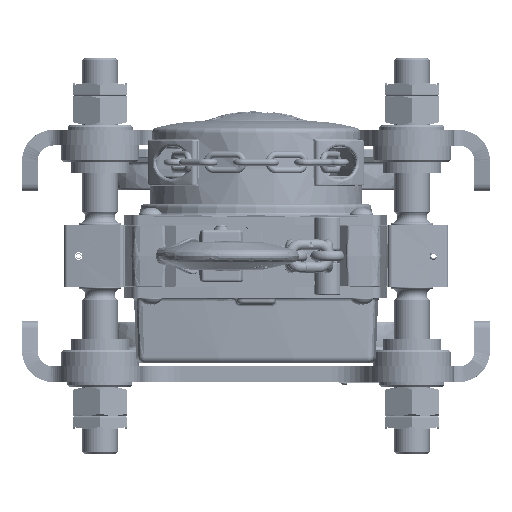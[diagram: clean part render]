
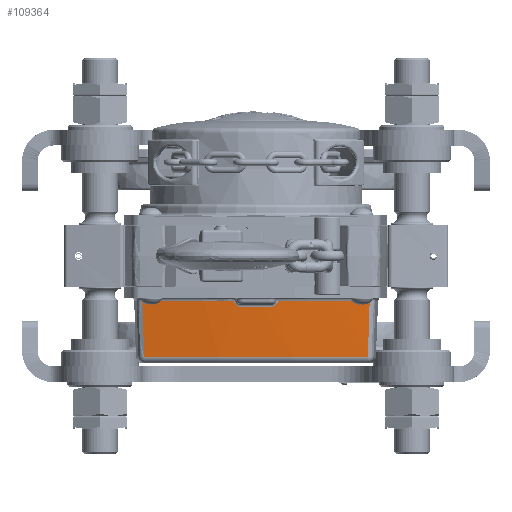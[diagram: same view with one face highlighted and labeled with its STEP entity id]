
A CAD part, front view. The second image highlights one B-rep face of the part: STEP entity #109364.
In plain terms, the highlighted conical face has half-angle 2 degrees and reference radius 718 mm.
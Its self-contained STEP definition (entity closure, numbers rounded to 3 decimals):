
#8928 = FACE_OUTER_BOUND ( 'NONE', #15630, .T. ) ;
#8962 = CONICAL_SURFACE ( 'NONE', #77600, 718., 0.035 ) ;
#10183 = B_SPLINE_CURVE_WITH_KNOTS ( 'NONE', 3,
 ( #54094, #54108, #54118, #54119 ),
 .UNSPECIFIED., .F., .F.,
 ( 4, 4 ),
 ( 0.003, 0.046 ),
 .UNSPECIFIED. ) ;
#10245 = B_SPLINE_CURVE_WITH_KNOTS ( 'NONE', 3,
 ( #53987, #53992, #54028, #54030 ),
 .UNSPECIFIED., .F., .F.,
 ( 4, 4 ),
 ( 0., 0.043 ),
 .UNSPECIFIED. ) ;
#10278 = B_SPLINE_CURVE_WITH_KNOTS ( 'NONE', 3,
 ( #54377, #54378, #54386, #54388, #54390, #54391, #54393, #54395, #54397, #54398, #54400, #54402 ),
 .UNSPECIFIED., .F., .F.,
 ( 4, 2, 2, 2, 2, 4 ),
 ( 0., 0.002, 0.003, 0.004, 0.005, 0.007 ),
 .UNSPECIFIED. ) ;
#11356 = B_SPLINE_CURVE_WITH_KNOTS ( 'NONE', 3,
 ( #54404, #54407, #54415, #54416, #54418, #54420, #54422, #54423, #54425, #54427, #54429, #54430, #54432, #54434 ),
 .UNSPECIFIED., .F., .F.,
 ( 4, 2, 2, 2, 2, 2, 4 ),
 ( 0., 0.002, 0.003, 0.003, 0.004, 0.005, 0.007 ),
 .UNSPECIFIED. ) ;
#15630 = EDGE_LOOP ( 'NONE', ( #85506, #85587, #85524, #85527, #84856, #84788, #84551, #84773 ) ) ;
#40564 = VERTEX_POINT ( 'NONE', #91354 ) ;
#40572 = VERTEX_POINT ( 'NONE', #91368 ) ;
#40579 = VERTEX_POINT ( 'NONE', #91377 ) ;
#40583 = VERTEX_POINT ( 'NONE', #91378 ) ;
#40861 = VERTEX_POINT ( 'NONE', #91907 ) ;
#40887 = VERTEX_POINT ( 'NONE', #91956 ) ;
#40900 = VERTEX_POINT ( 'NONE', #91997 ) ;
#41067 = VERTEX_POINT ( 'NONE', #92357 ) ;
#53965 = CARTESIAN_POINT ( 'NONE',  ( 0., 660., -77.674 ) ) ;
#53967 = DIRECTION ( 'NONE',  ( 0., 0., 1. ) ) ;
#53969 = DIRECTION ( 'NONE',  ( 1., 0., 0. ) ) ;
#53987 = CARTESIAN_POINT ( 'NONE',  ( 86.043, -51.219, -77.674 ) ) ;
#53992 = CARTESIAN_POINT ( 'NONE',  ( 86.508, -51.665, -63.415 ) ) ;
#54028 = CARTESIAN_POINT ( 'NONE',  ( 86.972, -52.11, -49.155 ) ) ;
#54030 = CARTESIAN_POINT ( 'NONE',  ( 87.436, -52.554, -34.895 ) ) ;
#54094 = CARTESIAN_POINT ( 'NONE',  ( -87.436, -52.554, -34.895 ) ) ;
#54108 = CARTESIAN_POINT ( 'NONE',  ( -86.972, -52.11, -49.155 ) ) ;
#54118 = CARTESIAN_POINT ( 'NONE',  ( -86.508, -51.665, -63.415 ) ) ;
#54119 = CARTESIAN_POINT ( 'NONE',  ( -86.043, -51.219, -77.674 ) ) ;
#54338 = CARTESIAN_POINT ( 'NONE',  ( 0., 660., -34.895 ) ) ;
#54340 = DIRECTION ( 'NONE',  ( 0., 0., -1. ) ) ;
#54341 = DIRECTION ( 'NONE',  ( 1., 0., 0. ) ) ;
#54377 = CARTESIAN_POINT ( 'NONE',  ( 16.859, -57.701, -34.895 ) ) ;
#54378 = CARTESIAN_POINT ( 'NONE',  ( 16.748, -57.684, -35.463 ) ) ;
#54380 = CARTESIAN_POINT ( 'NONE',  ( 0., 660., -34.895 ) ) ;
#54382 = DIRECTION ( 'NONE',  ( 0., 0., -1. ) ) ;
#54384 = DIRECTION ( 'NONE',  ( 1., 0., 0. ) ) ;
#54386 = CARTESIAN_POINT ( 'NONE',  ( 16.544, -57.67, -35.996 ) ) ;
#54388 = CARTESIAN_POINT ( 'NONE',  ( 15.953, -57.649, -36.989 ) ) ;
#54390 = CARTESIAN_POINT ( 'NONE',  ( 15.58, -57.642, -37.424 ) ) ;
#54391 = CARTESIAN_POINT ( 'NONE',  ( 14.912, -57.636, -37.975 ) ) ;
#54393 = CARTESIAN_POINT ( 'NONE',  ( 14.677, -57.636, -38.137 ) ) ;
#54395 = CARTESIAN_POINT ( 'NONE',  ( 14.181, -57.636, -38.419 ) ) ;
#54397 = CARTESIAN_POINT ( 'NONE',  ( 13.919, -57.637, -38.54 ) ) ;
#54398 = CARTESIAN_POINT ( 'NONE',  ( 13.106, -57.642, -38.832 ) ) ;
#54400 = CARTESIAN_POINT ( 'NONE',  ( 12.545, -57.649, -38.93 ) ) ;
#54402 = CARTESIAN_POINT ( 'NONE',  ( 11.967, -57.658, -38.93 ) ) ;
#54404 = CARTESIAN_POINT ( 'NONE',  ( -11.967, -57.658, -38.93 ) ) ;
#54407 = CARTESIAN_POINT ( 'NONE',  ( -12.545, -57.649, -38.93 ) ) ;
#54409 = CARTESIAN_POINT ( 'NONE',  ( 0., 660., -38.93 ) ) ;
#54410 = DIRECTION ( 'NONE',  ( 0., 0., -1. ) ) ;
#54412 = DIRECTION ( 'NONE',  ( -1., 0., 0. ) ) ;
#54415 = CARTESIAN_POINT ( 'NONE',  ( -13.108, -57.642, -38.832 ) ) ;
#54416 = CARTESIAN_POINT ( 'NONE',  ( -13.924, -57.637, -38.538 ) ) ;
#54418 = CARTESIAN_POINT ( 'NONE',  ( -14.183, -57.636, -38.418 ) ) ;
#54420 = CARTESIAN_POINT ( 'NONE',  ( -14.679, -57.636, -38.136 ) ) ;
#54422 = CARTESIAN_POINT ( 'NONE',  ( -14.916, -57.636, -37.972 ) ) ;
#54423 = CARTESIAN_POINT ( 'NONE',  ( -15.36, -57.64, -37.605 ) ) ;
#54425 = CARTESIAN_POINT ( 'NONE',  ( -15.564, -57.643, -37.404 ) ) ;
#54427 = CARTESIAN_POINT ( 'NONE',  ( -15.935, -57.65, -36.971 ) ) ;
#54429 = CARTESIAN_POINT ( 'NONE',  ( -16.103, -57.654, -36.737 ) ) ;
#54430 = CARTESIAN_POINT ( 'NONE',  ( -16.545, -57.67, -35.994 ) ) ;
#54432 = CARTESIAN_POINT ( 'NONE',  ( -16.748, -57.684, -35.463 ) ) ;
#54434 = CARTESIAN_POINT ( 'NONE',  ( -16.859, -57.701, -34.895 ) ) ;
#75173 = AXIS2_PLACEMENT_3D ( 'NONE', #54409, #54410, #54412 ) ;
#75190 = AXIS2_PLACEMENT_3D ( 'NONE', #54380, #54382, #54384 ) ;
#75196 = AXIS2_PLACEMENT_3D ( 'NONE', #54338, #54340, #54341 ) ;
#75267 = AXIS2_PLACEMENT_3D ( 'NONE', #53965, #53967, #53969 ) ;
#77600 = AXIS2_PLACEMENT_3D ( 'NONE', #93829, #93827, #93825 ) ;
#84551 = ORIENTED_EDGE ( 'NONE', *, *, #124039, .T. ) ;
#84773 = ORIENTED_EDGE ( 'NONE', *, *, #124044, .T. ) ;
#84788 = ORIENTED_EDGE ( 'NONE', *, *, #124057, .T. ) ;
#84856 = ORIENTED_EDGE ( 'NONE', *, *, #124071, .T. ) ;
#85506 = ORIENTED_EDGE ( 'NONE', *, *, #124074, .T. ) ;
#85524 = ORIENTED_EDGE ( 'NONE', *, *, #124076, .T. ) ;
#85527 = ORIENTED_EDGE ( 'NONE', *, *, #124077, .T. ) ;
#85587 = ORIENTED_EDGE ( 'NONE', *, *, #124075, .T. ) ;
#91354 = CARTESIAN_POINT ( 'NONE',  ( 87.436, -52.554, -34.895 ) ) ;
#91368 = CARTESIAN_POINT ( 'NONE',  ( -87.436, -52.554, -34.895 ) ) ;
#91377 = CARTESIAN_POINT ( 'NONE',  ( -86.043, -51.219, -77.674 ) ) ;
#91378 = CARTESIAN_POINT ( 'NONE',  ( 86.043, -51.219, -77.674 ) ) ;
#91907 = CARTESIAN_POINT ( 'NONE',  ( 16.859, -57.701, -34.895 ) ) ;
#91956 = CARTESIAN_POINT ( 'NONE',  ( -16.859, -57.701, -34.895 ) ) ;
#91997 = CARTESIAN_POINT ( 'NONE',  ( 11.967, -57.658, -38.93 ) ) ;
#92357 = CARTESIAN_POINT ( 'NONE',  ( -11.967, -57.658, -38.93 ) ) ;
#93825 = DIRECTION ( 'NONE',  ( 1., 0., 0. ) ) ;
#93827 = DIRECTION ( 'NONE',  ( 0., 0., 1. ) ) ;
#93829 = CARTESIAN_POINT ( 'NONE',  ( 0., 660., -32. ) ) ;
#109364 = ADVANCED_FACE ( 'NONE', ( #8928 ), #8962, .T. ) ;
#121148 = CIRCLE ( 'NONE', #75267, 716.405 ) ;
#121204 = CIRCLE ( 'NONE', #75190, 717.899 ) ;
#121212 = CIRCLE ( 'NONE', #75196, 717.899 ) ;
#121222 = CIRCLE ( 'NONE', #75173, 717.758 ) ;
#124039 = EDGE_CURVE ( 'NONE', #40579, #40583, #121148, .T. ) ;
#124044 = EDGE_CURVE ( 'NONE', #40583, #40564, #10245, .T. ) ;
#124057 = EDGE_CURVE ( 'NONE', #40572, #40579, #10183, .T. ) ;
#124071 = EDGE_CURVE ( 'NONE', #40887, #40572, #121212, .T. ) ;
#124074 = EDGE_CURVE ( 'NONE', #40564, #40861, #121204, .T. ) ;
#124075 = EDGE_CURVE ( 'NONE', #40861, #40900, #10278, .T. ) ;
#124076 = EDGE_CURVE ( 'NONE', #40900, #41067, #121222, .T. ) ;
#124077 = EDGE_CURVE ( 'NONE', #41067, #40887, #11356, .T. ) ;
